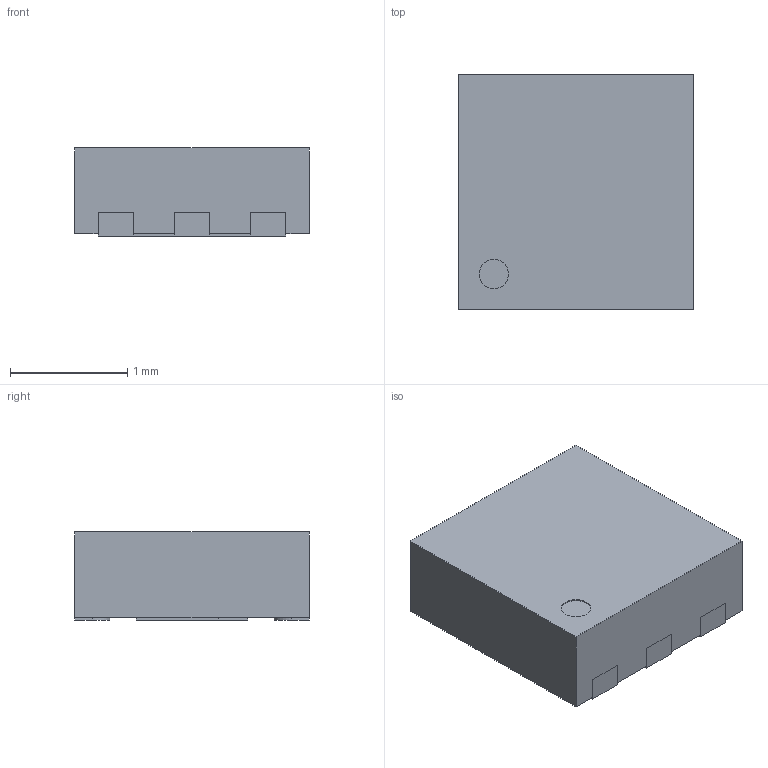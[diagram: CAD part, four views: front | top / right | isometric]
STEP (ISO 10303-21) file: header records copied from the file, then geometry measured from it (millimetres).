
FILE_DESCRIPTION (( 'STEP AP214' ), '1' );
FILE_NAME ('RPV001.STEP', '2025-10-13T05:00:24', ( '' ), ( '' ), 'SwSTEP 2.0', 'SolidWorks 2024', '' );
FILE_SCHEMA (( 'AUTOMOTIVE_DESIGN' ));
Length unit declared in the file: millimetre
Products named in the file (3): RPV001-frame_默认; RPV001; RPV001-body_默认
Assembly tree (2 placements, depth 2):
  RPV001
    RPV001-body_默认
    RPV001-frame_默认
Bounding box: 2 x 2 x 0.75 mm (x, y, z)
Volume: 3 mm3; surface area: 21.5 mm2
Topology: 8 solids, 8 shells, 88 faces, 210 edges, 140 vertices
Faces by surface type: plane 68, cylinder 20
Entity records: 2742 total; most frequent: CARTESIAN_POINT 443, DIRECTION 436, ORIENTED_EDGE 420, EDGE_CURVE 210, VECTOR 170, LINE 170, VERTEX_POINT 140, AXIS2_PLACEMENT_3D 133
